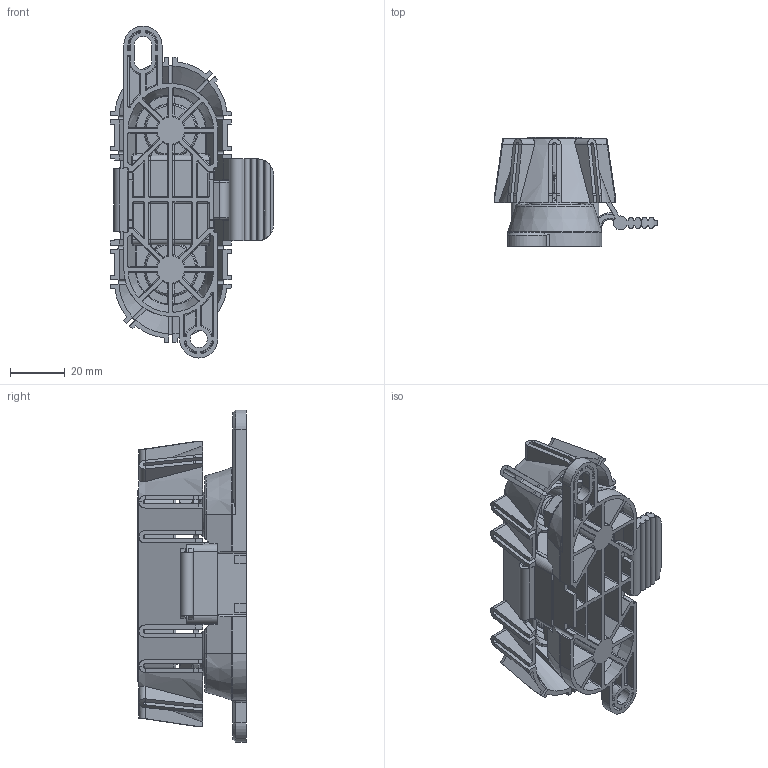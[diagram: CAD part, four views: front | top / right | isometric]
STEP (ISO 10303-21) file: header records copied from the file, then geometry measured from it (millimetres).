
FILE_DESCRIPTION((''),'2;1');
FILE_NAME('MFH-U11-SR_INSTALLED_NCF_ASM','2025-05-27T13:03:08',('20077268'),(''),'CREO PARAMETRIC BY PTC INC, 2024014','CREO PARAMETRIC BY PTC INC, 2024014','');
FILE_SCHEMA(('CONFIG_CONTROL_DESIGN'));
Length unit declared in the file: millimetre
Products named in the file (5): MFH-UXX-XX_BODY_NCF; C05-1003-U1_NCF; C02-1006-1_NCF; MFH-SR_NCF_INSTALLED; MFH-U11-SR_INSTALLED_NCF_ASM
Assembly tree (6 placements, depth 2):
  MFH-U11-SR_INSTALLED_NCF_ASM
    MFH-UXX-XX_BODY_NCF
    C05-1003-U1_NCF  x2
    C02-1006-1_NCF  x2
    MFH-SR_NCF_INSTALLED
Bounding box: 59.65 x 39.82 x 121.36 mm (x, y, z)
Volume: 53664.5 mm3; surface area: 55899.5 mm2
Topology: 6 solids, 6 shells, 2305 faces, 5800 edges, 3541 vertices
Faces by surface type: plane 893, cylinder 747, bspline 200, cone 180, sphere 145, torus 140
Entity records: 71187 total; most frequent: CARTESIAN_POINT 26819, ORIENTED_EDGE 9538, DIRECTION 9003, EDGE_CURVE 4769, AXIS2_PLACEMENT_3D 3404, VERTEX_POINT 2883, VECTOR 2195, LINE 2195
